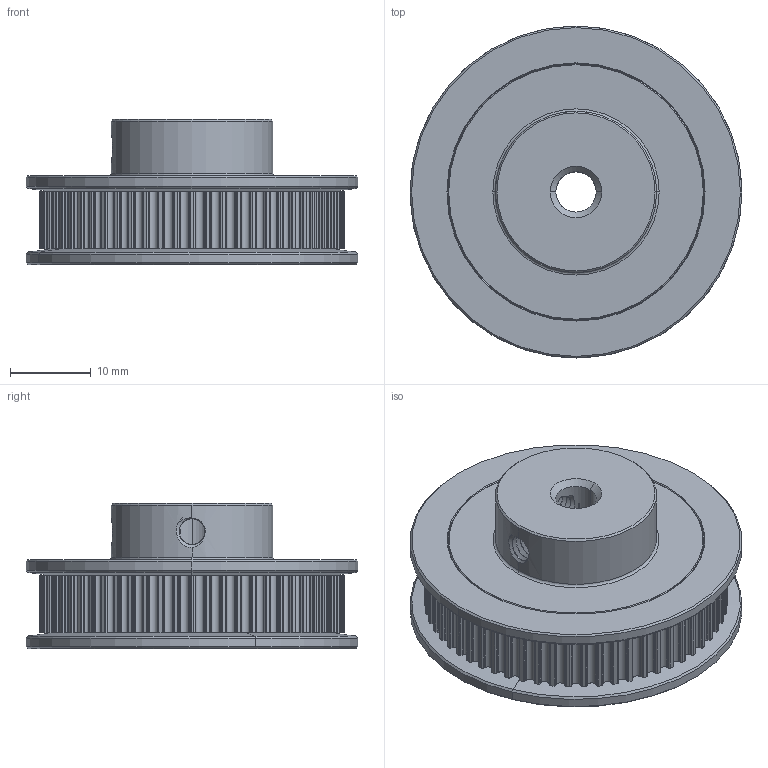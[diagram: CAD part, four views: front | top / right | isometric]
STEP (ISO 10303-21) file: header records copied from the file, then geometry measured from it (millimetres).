
FILE_DESCRIPTION (( 'STEP AP214' ), '1' );
FILE_NAME ('60pitch pulley GT2 6mm ASSEMBLY.STEP', '2022-09-09T00:08:01', ( 'ZenBook' ), ( '' ), 'SwSTEP 2.0', 'SolidWorks 2017', '' );
FILE_SCHEMA (( 'AUTOMOTIVE_DESIGN' ));
Length unit declared in the file: millimetre
Products named in the file (3): Pulley part01 GT2 6mm; 60pitch pulley GT2 6mm ASSEMBLY; Gear 60pitch part02
Assembly tree (3 placements, depth 2):
  60pitch pulley GT2 6mm ASSEMBLY
    Pulley part01 GT2 6mm
    Gear 60pitch part02  x2
Bounding box: 41.15 x 41.15 x 18 mm (x, y, z)
Volume: 14261.1 mm3; surface area: 7458 mm2
Topology: 3 solids, 3 shells, 644 faces, 1879 edges, 1242 vertices
Faces by surface type: cylinder 471, plane 129, cone 30, bspline 12, torus 2
Entity records: 37558 total; most frequent: CARTESIAN_POINT 20152, DIRECTION 3821, ORIENTED_EDGE 3694, EDGE_CURVE 1847, AXIS2_PLACEMENT_3D 1488, VERTEX_POINT 1224, CIRCLE 866, LINE 845
